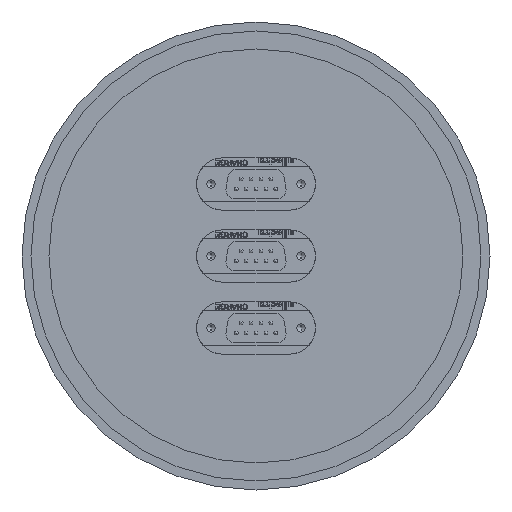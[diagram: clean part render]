
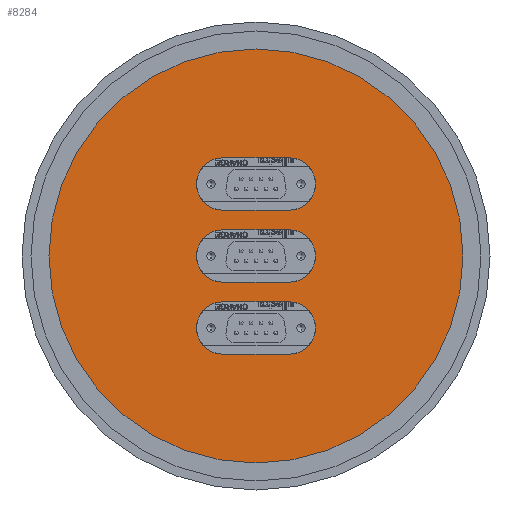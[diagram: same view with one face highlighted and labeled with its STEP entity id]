
A CAD part, front view. The second image highlights one B-rep face of the part: STEP entity #8284.
In plain terms, the highlighted planar face has unit normal (0, -1, 0).
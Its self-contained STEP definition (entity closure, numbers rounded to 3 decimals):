
#20 = DIRECTION ( 'NONE',  ( 0., 0., -1. ) ) ;
#52 = ORIENTED_EDGE ( 'NONE', *, *, #3547, .T. ) ;
#120 = VECTOR ( 'NONE', #5196, 1000. ) ;
#226 = EDGE_CURVE ( 'NONE', #7131, #3592, #795, .T. ) ;
#313 = AXIS2_PLACEMENT_3D ( 'NONE', #4849, #9281, #20 ) ;
#317 = DIRECTION ( 'NONE',  ( 0., 1., 0. ) ) ;
#440 = DIRECTION ( 'NONE',  ( 0., 1., 0. ) ) ;
#547 = EDGE_CURVE ( 'NONE', #4041, #5279, #10915, .T. ) ;
#565 = CARTESIAN_POINT ( 'NONE',  ( -9.25, -12., 20. ) ) ;
#717 = CARTESIAN_POINT ( 'NONE',  ( 9.25, -12., -12.75 ) ) ;
#795 = LINE ( 'NONE', #4113, #9435 ) ;
#857 = VERTEX_POINT ( 'NONE', #10690 ) ;
#1456 = DIRECTION ( 'NONE',  ( 0., 0., 1. ) ) ;
#1483 = VERTEX_POINT ( 'NONE', #8037 ) ;
#1664 = EDGE_LOOP ( 'NONE', ( #10288, #8918, #4698, #4226 ) ) ;
#2036 = AXIS2_PLACEMENT_3D ( 'NONE', #8912, #8927, #8944 ) ;
#2189 = VECTOR ( 'NONE', #10279, 1000. ) ;
#2446 = VERTEX_POINT ( 'NONE', #717 ) ;
#2450 = VECTOR ( 'NONE', #3822, 1000. ) ;
#2524 = ORIENTED_EDGE ( 'NONE', *, *, #3935, .T. ) ;
#2583 = EDGE_LOOP ( 'NONE', ( #9493, #10617 ) ) ;
#2599 = CIRCLE ( 'NONE', #313, 57.5 ) ;
#2732 = DIRECTION ( 'NONE',  ( 0., 1., 0. ) ) ;
#2819 = DIRECTION ( 'NONE',  ( 0., -1., 0. ) ) ;
#2861 = LINE ( 'NONE', #7698, #4385 ) ;
#3033 = VERTEX_POINT ( 'NONE', #6745 ) ;
#3112 = ORIENTED_EDGE ( 'NONE', *, *, #10488, .T. ) ;
#3240 = VERTEX_POINT ( 'NONE', #7770 ) ;
#3288 = CARTESIAN_POINT ( 'NONE',  ( -9.25, -12., -20. ) ) ;
#3287 = LINE ( 'NONE', #10321, #2189 ) ;
#3315 = AXIS2_PLACEMENT_3D ( 'NONE', #9925, #9907, #9895 ) ;
#3319 = EDGE_CURVE ( 'NONE', #3581, #7131, #8350, .T. ) ;
#3547 = EDGE_CURVE ( 'NONE', #8146, #1483, #10300, .T. ) ;
#3581 = VERTEX_POINT ( 'NONE', #10797 ) ;
#3592 = VERTEX_POINT ( 'NONE', #4767 ) ;
#3753 = EDGE_LOOP ( 'NONE', ( #9658, #11102, #10662, #4407 ) ) ;
#3822 = DIRECTION ( 'NONE',  ( 1., 0., 0. ) ) ;
#3935 = EDGE_CURVE ( 'NONE', #3033, #8146, #2861, .T. ) ;
#3963 = AXIS2_PLACEMENT_3D ( 'NONE', #565, #6621, #1456 ) ;
#4029 = EDGE_CURVE ( 'NONE', #5279, #2446, #10423, .T. ) ;
#4041 = VERTEX_POINT ( 'NONE', #4882 ) ;
#4113 = CARTESIAN_POINT ( 'NONE',  ( -9.25, -12., -7.25 ) ) ;
#4116 = CARTESIAN_POINT ( 'NONE',  ( 9.25, -12., -7.25 ) ) ;
#4150 = CARTESIAN_POINT ( 'NONE',  ( -9.25, -12., 7.25 ) ) ;
#4226 = ORIENTED_EDGE ( 'NONE', *, *, #226, .T. ) ;
#4275 = DIRECTION ( 'NONE',  ( 1., 0., 0. ) ) ;
#4385 = VECTOR ( 'NONE', #4275, 1000. ) ;
#4407 = ORIENTED_EDGE ( 'NONE', *, *, #4946, .T. ) ;
#4630 = CARTESIAN_POINT ( 'NONE',  ( -9.25, -12., 12.75 ) ) ;
#4659 = LINE ( 'NONE', #4150, #2450 ) ;
#4698 = ORIENTED_EDGE ( 'NONE', *, *, #3319, .T. ) ;
#4732 = FACE_OUTER_BOUND ( 'NONE', #2583, .T. ) ;
#4767 = CARTESIAN_POINT ( 'NONE',  ( -9.25, -12., -7.25 ) ) ;
#4849 = CARTESIAN_POINT ( 'NONE',  ( 0., -12., 0. ) ) ;
#4882 = CARTESIAN_POINT ( 'NONE',  ( -9.25, -12., -27.25 ) ) ;
#4929 = CARTESIAN_POINT ( 'NONE',  ( -9.25, -12., -12.75 ) ) ;
#4946 = EDGE_CURVE ( 'NONE', #6610, #4041, #3287, .T. ) ;
#4996 = VERTEX_POINT ( 'NONE', #9457 ) ;
#5004 = FACE_BOUND ( 'NONE', #6651, .T. ) ;
#5196 = DIRECTION ( 'NONE',  ( 1., 0., 0. ) ) ;
#5279 = VERTEX_POINT ( 'NONE', #4929 ) ;
#5283 = EDGE_CURVE ( 'NONE', #3240, #3581, #4659, .T. ) ;
#5423 = CARTESIAN_POINT ( 'NONE',  ( 0., -12., -57.5 ) ) ;
#5555 = CARTESIAN_POINT ( 'NONE',  ( -9.25, -12., 0. ) ) ;
#5678 = DIRECTION ( 'NONE',  ( 0., 0., 1. ) ) ;
#6006 = CARTESIAN_POINT ( 'NONE',  ( -9.25, -12., 12.75 ) ) ;
#6088 = LINE ( 'NONE', #6006, #6741 ) ;
#6156 = DIRECTION ( 'NONE',  ( -1., 0., 0. ) ) ;
#6280 = PLANE ( 'NONE',  #10266 ) ;
#6391 = DIRECTION ( 'NONE',  ( 0., 0., 1. ) ) ;
#6578 = EDGE_CURVE ( 'NONE', #857, #4996, #10628, .T. ) ;
#6610 = VERTEX_POINT ( 'NONE', #9659 ) ;
#6621 = DIRECTION ( 'NONE',  ( 0., 1., 0. ) ) ;
#6651 = EDGE_LOOP ( 'NONE', ( #3112, #2524, #52, #6700 ) ) ;
#6683 = CIRCLE ( 'NONE', #8626, 7.25 ) ;
#6700 = ORIENTED_EDGE ( 'NONE', *, *, #6918, .T. ) ;
#6741 = VECTOR ( 'NONE', #6156, 1000. ) ;
#6745 = CARTESIAN_POINT ( 'NONE',  ( -9.25, -12., 27.25 ) ) ;
#6864 = CARTESIAN_POINT ( 'NONE',  ( 9.25, -12., 27.25 ) ) ;
#6918 = EDGE_CURVE ( 'NONE', #1483, #8342, #6088, .T. ) ;
#6983 = FACE_BOUND ( 'NONE', #1664, .T. ) ;
#7131 = VERTEX_POINT ( 'NONE', #4116 ) ;
#7562 = EDGE_CURVE ( 'NONE', #4996, #857, #2599, .T. ) ;
#7673 = EDGE_CURVE ( 'NONE', #3592, #3240, #10926, .T. ) ;
#7698 = CARTESIAN_POINT ( 'NONE',  ( -9.25, -12., 27.25 ) ) ;
#7770 = CARTESIAN_POINT ( 'NONE',  ( -9.25, -12., 7.25 ) ) ;
#7841 = AXIS2_PLACEMENT_3D ( 'NONE', #9159, #440, #5678 ) ;
#7878 = AXIS2_PLACEMENT_3D ( 'NONE', #5555, #317, #6391 ) ;
#7930 = CARTESIAN_POINT ( 'NONE',  ( 9.25, -12., -20. ) ) ;
#8037 = CARTESIAN_POINT ( 'NONE',  ( 9.25, -12., 12.75 ) ) ;
#8146 = VERTEX_POINT ( 'NONE', #6864 ) ;
#8284 = ADVANCED_FACE ( 'NONE', ( #9268, #6983, #5004, #4732 ), #6280, .T. ) ;
#8342 = VERTEX_POINT ( 'NONE', #4630 ) ;
#8350 = CIRCLE ( 'NONE', #2036, 7.25 ) ;
#8626 = AXIS2_PLACEMENT_3D ( 'NONE', #7930, #2732, #8790 ) ;
#8790 = DIRECTION ( 'NONE',  ( 0., 0., 1. ) ) ;
#8824 = CIRCLE ( 'NONE', #3963, 7.25 ) ;
#8863 = DIRECTION ( 'NONE',  ( 0., 0., -1. ) ) ;
#8894 = DIRECTION ( 'NONE',  ( 0., 0., 1. ) ) ;
#8912 = CARTESIAN_POINT ( 'NONE',  ( 9.25, -12., 0. ) ) ;
#8918 = ORIENTED_EDGE ( 'NONE', *, *, #5283, .T. ) ;
#8927 = DIRECTION ( 'NONE',  ( 0., 1., 0. ) ) ;
#8944 = DIRECTION ( 'NONE',  ( 0., 0., 1. ) ) ;
#9159 = CARTESIAN_POINT ( 'NONE',  ( 9.25, -12., 20. ) ) ;
#9268 = FACE_BOUND ( 'NONE', #3753, .T. ) ;
#9281 = DIRECTION ( 'NONE',  ( 0., -1., 0. ) ) ;
#9435 = VECTOR ( 'NONE', #10072, 1000. ) ;
#9457 = CARTESIAN_POINT ( 'NONE',  ( 0., -12., -57.5 ) ) ;
#9493 = ORIENTED_EDGE ( 'NONE', *, *, #7562, .T. ) ;
#9658 = ORIENTED_EDGE ( 'NONE', *, *, #547, .T. ) ;
#9659 = CARTESIAN_POINT ( 'NONE',  ( 9.25, -12., -27.25 ) ) ;
#9711 = EDGE_CURVE ( 'NONE', #2446, #6610, #6683, .T. ) ;
#9895 = DIRECTION ( 'NONE',  ( 0., 0., -1. ) ) ;
#9907 = DIRECTION ( 'NONE',  ( 0., -1., 0. ) ) ;
#9915 = DIRECTION ( 'NONE',  ( 0., 1., 0. ) ) ;
#9925 = CARTESIAN_POINT ( 'NONE',  ( 0., -12., 0. ) ) ;
#10072 = DIRECTION ( 'NONE',  ( -1., 0., 0. ) ) ;
#10266 = AXIS2_PLACEMENT_3D ( 'NONE', #5423, #2819, #8863 ) ;
#10279 = DIRECTION ( 'NONE',  ( -1., 0., 0. ) ) ;
#10288 = ORIENTED_EDGE ( 'NONE', *, *, #7673, .T. ) ;
#10300 = CIRCLE ( 'NONE', #7841, 7.25 ) ;
#10321 = CARTESIAN_POINT ( 'NONE',  ( -9.25, -12., -27.25 ) ) ;
#10336 = AXIS2_PLACEMENT_3D ( 'NONE', #3288, #9915, #8894 ) ;
#10395 = CARTESIAN_POINT ( 'NONE',  ( -9.25, -12., -12.75 ) ) ;
#10423 = LINE ( 'NONE', #10395, #120 ) ;
#10488 = EDGE_CURVE ( 'NONE', #8342, #3033, #8824, .T. ) ;
#10617 = ORIENTED_EDGE ( 'NONE', *, *, #6578, .T. ) ;
#10628 = CIRCLE ( 'NONE', #3315, 57.5 ) ;
#10662 = ORIENTED_EDGE ( 'NONE', *, *, #9711, .T. ) ;
#10690 = CARTESIAN_POINT ( 'NONE',  ( 0., -12., 57.5 ) ) ;
#10797 = CARTESIAN_POINT ( 'NONE',  ( 9.25, -12., 7.25 ) ) ;
#10915 = CIRCLE ( 'NONE', #10336, 7.25 ) ;
#10926 = CIRCLE ( 'NONE', #7878, 7.25 ) ;
#11102 = ORIENTED_EDGE ( 'NONE', *, *, #4029, .T. ) ;
